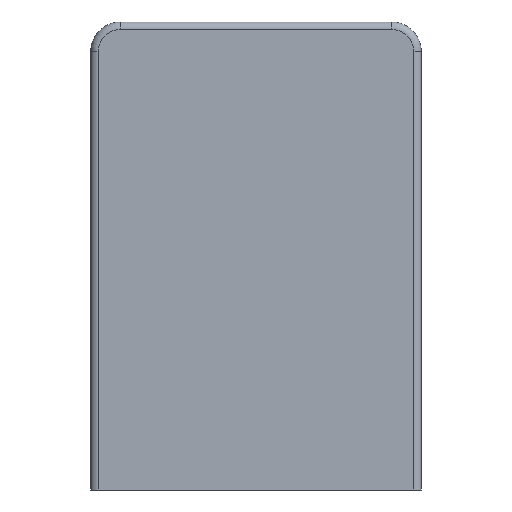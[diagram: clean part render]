
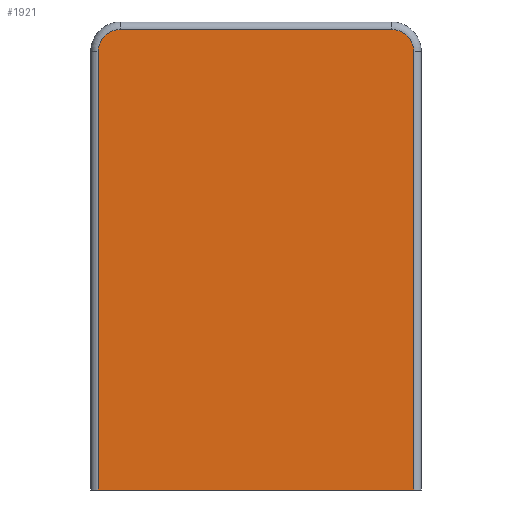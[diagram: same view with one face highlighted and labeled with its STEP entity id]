
A CAD part, front view. The second image highlights one B-rep face of the part: STEP entity #1921.
In plain terms, the highlighted planar face has unit normal (0, -1, 0).
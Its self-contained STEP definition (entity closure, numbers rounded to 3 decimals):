
#21 = ORIENTED_EDGE ( 'NONE', *, *, #2417, .F. ) ;
#56 = LINE ( 'NONE', #155, #812 ) ;
#103 = DIRECTION ( 'NONE',  ( -1., 0., 0. ) ) ;
#155 = CARTESIAN_POINT ( 'NONE',  ( -58.551, 0., -29.393 ) ) ;
#209 = VERTEX_POINT ( 'NONE', #570 ) ;
#219 = LINE ( 'NONE', #2552, #2750 ) ;
#232 = CIRCLE ( 'NONE', #1998, 6. ) ;
#330 = CARTESIAN_POINT ( 'NONE',  ( 22.449, 0., 88.607 ) ) ;
#340 = EDGE_CURVE ( 'NONE', #1005, #2900, #219, .T. ) ;
#406 = CARTESIAN_POINT ( 'NONE',  ( 28.449, 0., 0. ) ) ;
#508 = VECTOR ( 'NONE', #103, 1000. ) ;
#557 = DIRECTION ( 'NONE',  ( 0., 1., 0. ) ) ;
#570 = CARTESIAN_POINT ( 'NONE',  ( 22.449, 0., 94.607 ) ) ;
#614 = EDGE_CURVE ( 'NONE', #209, #2497, #2157, .T. ) ;
#711 = CARTESIAN_POINT ( 'NONE',  ( -56.551, 0., -29.393 ) ) ;
#812 = VECTOR ( 'NONE', #2856, 1000. ) ;
#939 = AXIS2_PLACEMENT_3D ( 'NONE', #2631, #3120, #1173 ) ;
#1005 = VERTEX_POINT ( 'NONE', #2207 ) ;
#1091 = ORIENTED_EDGE ( 'NONE', *, *, #2194, .T. ) ;
#1119 = DIRECTION ( 'NONE',  ( 0., 0., 1. ) ) ;
#1145 = VERTEX_POINT ( 'NONE', #2514 ) ;
#1173 = DIRECTION ( 'NONE',  ( 0., 0., 1. ) ) ;
#1312 = LINE ( 'NONE', #406, #1505 ) ;
#1505 = VECTOR ( 'NONE', #1119, 1000. ) ;
#1551 = CARTESIAN_POINT ( 'NONE',  ( 0., 0., 94.607 ) ) ;
#1668 = PLANE ( 'NONE',  #939 ) ;
#1728 = CARTESIAN_POINT ( 'NONE',  ( -50.551, 0., 88.607 ) ) ;
#1840 = DIRECTION ( 'NONE',  ( 0., 0., -1. ) ) ;
#1886 = AXIS2_PLACEMENT_3D ( 'NONE', #330, #557, #2766 ) ;
#1921 = ADVANCED_FACE ( 'NONE', ( #2322 ), #1668, .F. ) ;
#1997 = EDGE_CURVE ( 'NONE', #209, #1145, #2966, .T. ) ;
#1998 = AXIS2_PLACEMENT_3D ( 'NONE', #1728, #2223, #2212 ) ;
#2016 = EDGE_LOOP ( 'NONE', ( #2794, #2100, #21, #2114, #3139, #1091 ) ) ;
#2100 = ORIENTED_EDGE ( 'NONE', *, *, #1997, .T. ) ;
#2108 = VERTEX_POINT ( 'NONE', #2356 ) ;
#2114 = ORIENTED_EDGE ( 'NONE', *, *, #340, .T. ) ;
#2157 = CIRCLE ( 'NONE', #1886, 6. ) ;
#2194 = EDGE_CURVE ( 'NONE', #2108, #2497, #1312, .T. ) ;
#2207 = CARTESIAN_POINT ( 'NONE',  ( -56.551, 0., 88.607 ) ) ;
#2211 = EDGE_CURVE ( 'NONE', #2108, #2900, #56, .T. ) ;
#2212 = DIRECTION ( 'NONE',  ( 0., 0., 1. ) ) ;
#2223 = DIRECTION ( 'NONE',  ( 0., 1., 0. ) ) ;
#2322 = FACE_OUTER_BOUND ( 'NONE', #2016, .T. ) ;
#2356 = CARTESIAN_POINT ( 'NONE',  ( 28.449, 0., -29.393 ) ) ;
#2417 = EDGE_CURVE ( 'NONE', #1005, #1145, #232, .T. ) ;
#2497 = VERTEX_POINT ( 'NONE', #2722 ) ;
#2514 = CARTESIAN_POINT ( 'NONE',  ( -50.551, 0., 94.607 ) ) ;
#2552 = CARTESIAN_POINT ( 'NONE',  ( -56.551, 0., 0. ) ) ;
#2631 = CARTESIAN_POINT ( 'NONE',  ( 0., 0., 0. ) ) ;
#2722 = CARTESIAN_POINT ( 'NONE',  ( 28.449, 0., 88.607 ) ) ;
#2750 = VECTOR ( 'NONE', #1840, 1000. ) ;
#2766 = DIRECTION ( 'NONE',  ( 0., 0., 1. ) ) ;
#2794 = ORIENTED_EDGE ( 'NONE', *, *, #614, .F. ) ;
#2856 = DIRECTION ( 'NONE',  ( -1., 0., 0. ) ) ;
#2900 = VERTEX_POINT ( 'NONE', #711 ) ;
#2966 = LINE ( 'NONE', #1551, #508 ) ;
#3120 = DIRECTION ( 'NONE',  ( 0., 1., 0. ) ) ;
#3139 = ORIENTED_EDGE ( 'NONE', *, *, #2211, .F. ) ;
